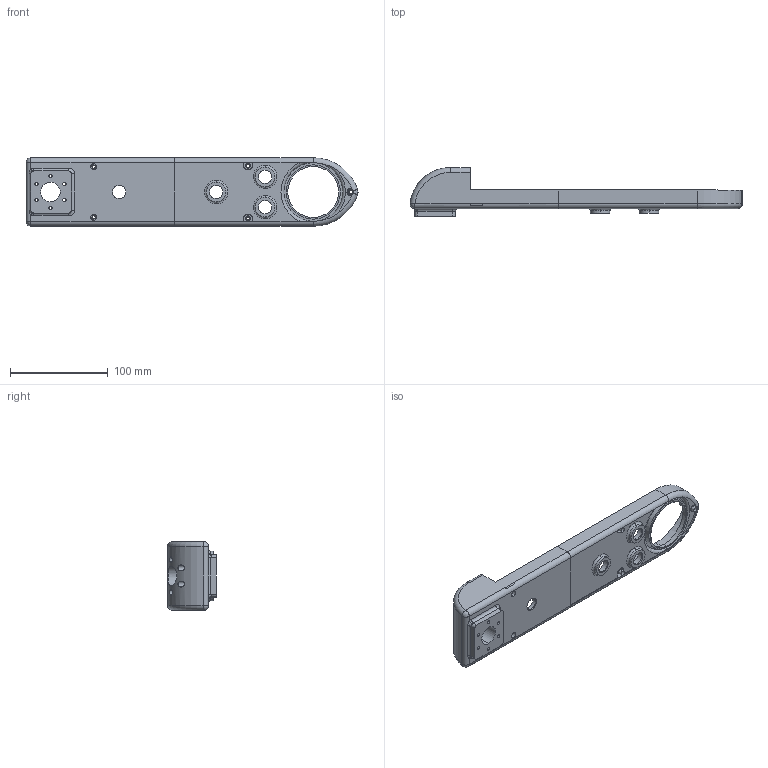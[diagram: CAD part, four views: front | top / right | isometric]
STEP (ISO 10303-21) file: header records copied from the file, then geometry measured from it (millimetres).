
FILE_DESCRIPTION (( 'STEP AP214' ), '1' );
FILE_NAME ('MirrorUpperLegBase (3).STEP', '2023-12-11T13:50:20', ( '' ), ( '' ), 'SwSTEP 2.0', 'SolidWorks 2023', '' );
FILE_SCHEMA (( 'AUTOMOTIVE_DESIGN' ));
Length unit declared in the file: millimetre
Products named in the file (1): MirrorUpperLegBase (3)
Bounding box: 339.55 x 50 x 70 mm (x, y, z)
Volume: 202014.1 mm3; surface area: 84509.4 mm2
Topology: 2 solids, 2 shells, 197 faces, 499 edges, 321 vertices
Faces by surface type: cylinder 107, plane 67, torus 19, bspline 2, sphere 2
Entity records: 6669 total; most frequent: CARTESIAN_POINT 1686, DIRECTION 1095, ORIENTED_EDGE 990, EDGE_CURVE 495, AXIS2_PLACEMENT_3D 434, VERTEX_POINT 319, EDGE_LOOP 248, CIRCLE 238
